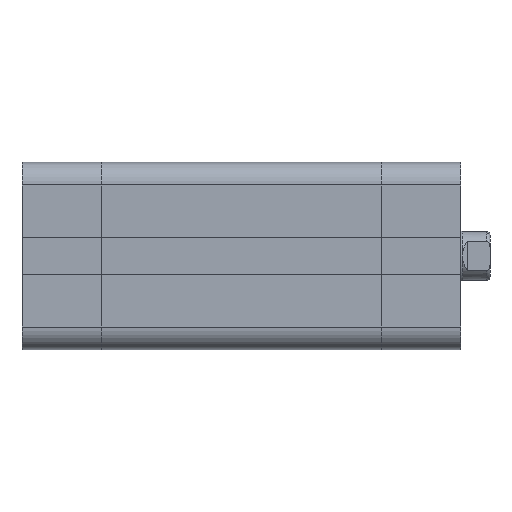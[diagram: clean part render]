
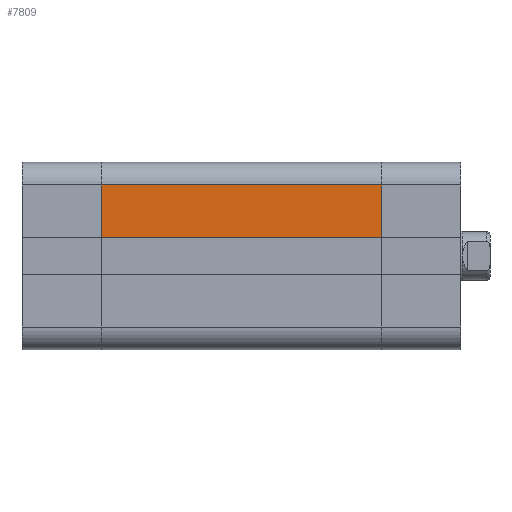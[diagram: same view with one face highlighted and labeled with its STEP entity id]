
A CAD part, front view. The second image highlights one B-rep face of the part: STEP entity #7809.
In plain terms, the highlighted planar face has unit normal (0, -1, 0).
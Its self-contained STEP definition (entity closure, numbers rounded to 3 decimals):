
#193 = ORIENTED_EDGE ( 'NONE', *, *, #6463, .T. ) ;
#194 = ORIENTED_EDGE ( 'NONE', *, *, #6714, .F. ) ;
#195 = ORIENTED_EDGE ( 'NONE', *, *, #6663, .F. ) ;
#199 = ORIENTED_EDGE ( 'NONE', *, *, #6741, .T. ) ;
#533 = EDGE_LOOP ( 'NONE', ( #199, #195, #194, #193 ) ) ;
#1706 = FACE_OUTER_BOUND ( 'NONE', #533, .T. ) ;
#2176 = CARTESIAN_POINT ( 'NONE',  ( -11., -14.5, -43.5 ) ) ;
#2177 = PLANE ( 'NONE',  #7743 ) ;
#2179 = DIRECTION ( 'NONE',  ( 0., -1., 0. ) ) ;
#2180 = DIRECTION ( 'NONE',  ( 0., 0., -1. ) ) ;
#3844 = CARTESIAN_POINT ( 'NONE',  ( -11., -14.5, -43.5 ) ) ;
#3849 = DIRECTION ( 'NONE',  ( 1., 0., 0. ) ) ;
#3865 = CARTESIAN_POINT ( 'NONE',  ( -11., -14.5, 0. ) ) ;
#3902 = CARTESIAN_POINT ( 'NONE',  ( -2.85, -14.5, 0. ) ) ;
#3944 = CARTESIAN_POINT ( 'NONE',  ( -2.85, -14.5, -43.5 ) ) ;
#3967 = CARTESIAN_POINT ( 'NONE',  ( -11., -14.5, -43.5 ) ) ;
#4004 = CARTESIAN_POINT ( 'NONE',  ( -11., -14.5, 0. ) ) ;
#4308 = VECTOR ( 'NONE', #3849, 1000. ) ;
#4312 = VECTOR ( 'NONE', #5161, 1000. ) ;
#4316 = LINE ( 'NONE', #3844, #4308 ) ;
#4323 = LINE ( 'NONE', #4004, #4312 ) ;
#4408 = LINE ( 'NONE', #5279, #4409 ) ;
#4409 = VECTOR ( 'NONE', #5280, 1000. ) ;
#4460 = LINE ( 'NONE', #5337, #4461 ) ;
#4461 = VECTOR ( 'NONE', #5338, 1000. ) ;
#5161 = DIRECTION ( 'NONE',  ( 1., 0., 0. ) ) ;
#5279 = CARTESIAN_POINT ( 'NONE',  ( -11., -14.5, -43.5 ) ) ;
#5280 = DIRECTION ( 'NONE',  ( 0., 0., 1. ) ) ;
#5337 = CARTESIAN_POINT ( 'NONE',  ( -2.85, -14.5, -43.5 ) ) ;
#5338 = DIRECTION ( 'NONE',  ( 0., 0., 1. ) ) ;
#6463 = EDGE_CURVE ( 'NONE', #6590, #6567, #4316, .T. ) ;
#6488 = VERTEX_POINT ( 'NONE', #3865 ) ;
#6525 = VERTEX_POINT ( 'NONE', #3902 ) ;
#6567 = VERTEX_POINT ( 'NONE', #3944 ) ;
#6590 = VERTEX_POINT ( 'NONE', #3967 ) ;
#6663 = EDGE_CURVE ( 'NONE', #6488, #6525, #4323, .T. ) ;
#6714 = EDGE_CURVE ( 'NONE', #6590, #6488, #4408, .T. ) ;
#6741 = EDGE_CURVE ( 'NONE', #6567, #6525, #4460, .T. ) ;
#7743 = AXIS2_PLACEMENT_3D ( 'NONE', #2176, #2179, #2180 ) ;
#7809 = ADVANCED_FACE ( 'NONE', ( #1706 ), #2177, .T. ) ;
